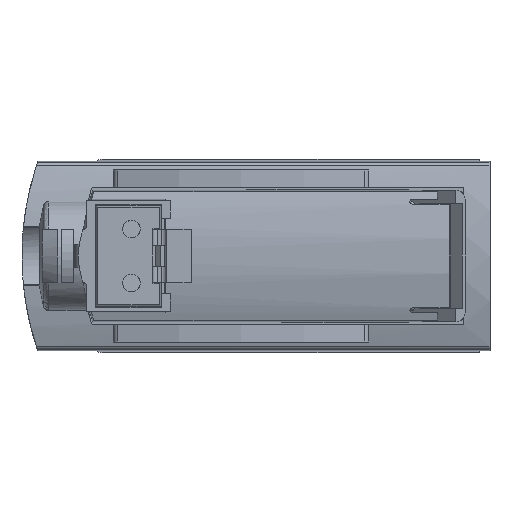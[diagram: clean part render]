
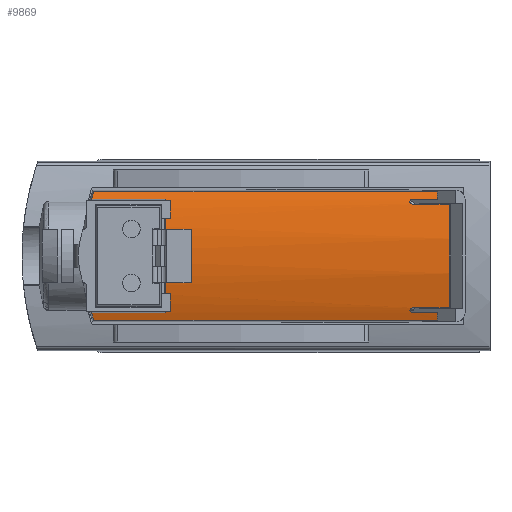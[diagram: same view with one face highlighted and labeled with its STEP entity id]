
A CAD part, left-side view. The second image highlights one B-rep face of the part: STEP entity #9869.
In plain terms, the highlighted cylindrical face has radius 15 mm (diameter 30 mm), a partial arc.
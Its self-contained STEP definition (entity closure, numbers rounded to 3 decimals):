
#960=LINE('',#17562,#1989);
#961=LINE('',#17567,#1990);
#962=LINE('',#17571,#1991);
#963=LINE('',#17578,#1992);
#964=LINE('',#17582,#1993);
#965=LINE('',#17590,#1994);
#966=LINE('',#17594,#1995);
#967=LINE('',#17602,#1996);
#968=LINE('',#17606,#1997);
#969=LINE('',#17613,#1998);
#1989=VECTOR('',#14568,1000.);
#1990=VECTOR('',#14571,1000.);
#1991=VECTOR('',#14574,1000.);
#1992=VECTOR('',#14575,1000.);
#1993=VECTOR('',#14578,1000.);
#1994=VECTOR('',#14579,1000.);
#1995=VECTOR('',#14582,1000.);
#1996=VECTOR('',#14583,1000.);
#1997=VECTOR('',#14586,1000.);
#1998=VECTOR('',#14587,1000.);
#2700=CIRCLE('',#12694,15.);
#2820=B_SPLINE_CURVE_WITH_KNOTS('',3,(#17573,#17574,#17575,#17576),
 .UNSPECIFIED.,.F.,.F.,(4,4),(0.009,0.01),
 .UNSPECIFIED.);
#2821=B_SPLINE_CURVE_WITH_KNOTS('',3,(#17584,#17585,#17586,#17587,#17588),
 .UNSPECIFIED.,.F.,.F.,(4,1,4),(0.,0.,0.001),
 .UNSPECIFIED.);
#2822=B_SPLINE_CURVE_WITH_KNOTS('',3,(#17596,#17597,#17598,#17599,#17600),
 .UNSPECIFIED.,.F.,.F.,(4,1,4),(0.,0.,0.001),
 .UNSPECIFIED.);
#2823=B_SPLINE_CURVE_WITH_KNOTS('',3,(#17608,#17609,#17610,#17611),
 .UNSPECIFIED.,.F.,.F.,(4,4),(0.,0.001),
 .UNSPECIFIED.);
#4285=ORIENTED_EDGE('',*,*,#6474,.F.);
#4286=ORIENTED_EDGE('',*,*,#6475,.F.);
#4287=ORIENTED_EDGE('',*,*,#6476,.F.);
#4288=ORIENTED_EDGE('',*,*,#6477,.T.);
#4289=ORIENTED_EDGE('',*,*,#6478,.T.);
#4290=ORIENTED_EDGE('',*,*,#6479,.T.);
#4291=ORIENTED_EDGE('',*,*,#6480,.T.);
#4292=ORIENTED_EDGE('',*,*,#6481,.T.);
#4293=ORIENTED_EDGE('',*,*,#6482,.F.);
#4294=ORIENTED_EDGE('',*,*,#6483,.F.);
#4295=ORIENTED_EDGE('',*,*,#6484,.F.);
#4296=ORIENTED_EDGE('',*,*,#6485,.F.);
#4297=ORIENTED_EDGE('',*,*,#6486,.F.);
#4298=ORIENTED_EDGE('',*,*,#6487,.F.);
#4299=ORIENTED_EDGE('',*,*,#6488,.F.);
#4300=ORIENTED_EDGE('',*,*,#6489,.F.);
#4301=ORIENTED_EDGE('',*,*,#6490,.F.);
#4302=ORIENTED_EDGE('',*,*,#6491,.T.);
#4303=ORIENTED_EDGE('',*,*,#6492,.T.);
#4304=ORIENTED_EDGE('',*,*,#6493,.T.);
#6474=EDGE_CURVE('',#7678,#7679,#960,.F.);
#6475=EDGE_CURVE('',#7680,#7678,#2700,.T.);
#6476=EDGE_CURVE('',#7681,#7680,#961,.T.);
#6477=EDGE_CURVE('',#7681,#7682,#8153,.F.);
#6478=EDGE_CURVE('',#7682,#7683,#962,.F.);
#6479=EDGE_CURVE('',#7683,#7684,#2820,.T.);
#6480=EDGE_CURVE('',#7684,#7685,#963,.T.);
#6481=EDGE_CURVE('',#7685,#7686,#8154,.F.);
#6482=EDGE_CURVE('',#7687,#7686,#964,.T.);
#6483=EDGE_CURVE('',#7688,#7687,#2821,.T.);
#6484=EDGE_CURVE('',#7689,#7688,#965,.F.);
#6485=EDGE_CURVE('',#7690,#7689,#8155,.F.);
#6486=EDGE_CURVE('',#7691,#7690,#966,.T.);
#6487=EDGE_CURVE('',#7692,#7691,#2822,.T.);
#6488=EDGE_CURVE('',#7693,#7692,#967,.F.);
#6489=EDGE_CURVE('',#7694,#7693,#8156,.F.);
#6490=EDGE_CURVE('',#7695,#7694,#968,.T.);
#6491=EDGE_CURVE('',#7695,#7696,#2823,.T.);
#6492=EDGE_CURVE('',#7696,#7697,#969,.T.);
#6493=EDGE_CURVE('',#7697,#7679,#8157,.F.);
#7678=VERTEX_POINT('',#17563);
#7679=VERTEX_POINT('',#17564);
#7680=VERTEX_POINT('',#17566);
#7681=VERTEX_POINT('',#17568);
#7682=VERTEX_POINT('',#17570);
#7683=VERTEX_POINT('',#17572);
#7684=VERTEX_POINT('',#17577);
#7685=VERTEX_POINT('',#17579);
#7686=VERTEX_POINT('',#17581);
#7687=VERTEX_POINT('',#17583);
#7688=VERTEX_POINT('',#17589);
#7689=VERTEX_POINT('',#17591);
#7690=VERTEX_POINT('',#17593);
#7691=VERTEX_POINT('',#17595);
#7692=VERTEX_POINT('',#17601);
#7693=VERTEX_POINT('',#17603);
#7694=VERTEX_POINT('',#17605);
#7695=VERTEX_POINT('',#17607);
#7696=VERTEX_POINT('',#17612);
#7697=VERTEX_POINT('',#17614);
#8153=ELLIPSE('',#12695,15.002,15.);
#8154=ELLIPSE('',#12696,15.002,15.);
#8155=ELLIPSE('',#12697,15.009,15.);
#8156=ELLIPSE('',#12698,15.002,15.);
#8157=ELLIPSE('',#12699,15.002,15.);
#8529=EDGE_LOOP('',(#4285,#4286,#4287,#4288,#4289,#4290,#4291,#4292,#4293,
#4294,#4295,#4296,#4297,#4298,#4299,#4300,#4301,#4302,#4303,#4304));
#9162=FACE_BOUND('',#8529,.T.);
#9525=CYLINDRICAL_SURFACE('',#12693,15.);
#9869=ADVANCED_FACE('',(#9162),#9525,.T.);
#12693=AXIS2_PLACEMENT_3D('',#17561,#14566,#14567);
#12694=AXIS2_PLACEMENT_3D('',#17565,#14569,#14570);
#12695=AXIS2_PLACEMENT_3D('',#17569,#14572,#14573);
#12696=AXIS2_PLACEMENT_3D('',#17580,#14576,#14577);
#12697=AXIS2_PLACEMENT_3D('',#17592,#14580,#14581);
#12698=AXIS2_PLACEMENT_3D('',#17604,#14584,#14585);
#12699=AXIS2_PLACEMENT_3D('',#17615,#14588,#14589);
#14566=DIRECTION('',(0.,-1.,0.));
#14567=DIRECTION('',(0.,0.,-1.));
#14568=DIRECTION('',(0.,-1.,0.));
#14569=DIRECTION('',(0.,1.,0.));
#14570=DIRECTION('',(0.,0.,1.));
#14571=DIRECTION('',(0.,-1.,0.));
#14572=DIRECTION('',(-0.017,1.,0.));
#14573=DIRECTION('',(-1.,-0.017,0.));
#14574=DIRECTION('',(0.,-1.,0.));
#14575=DIRECTION('',(0.,-1.,0.));
#14576=DIRECTION('',(-0.017,-1.,0.));
#14577=DIRECTION('',(1.,-0.017,0.));
#14578=DIRECTION('',(0.,-1.,0.));
#14579=DIRECTION('',(0.,-1.,0.));
#14580=DIRECTION('',(-0.035,0.999,0.));
#14581=DIRECTION('',(-0.999,-0.035,0.));
#14582=DIRECTION('',(0.,-1.,0.));
#14583=DIRECTION('',(0.,-1.,0.));
#14584=DIRECTION('',(0.017,1.,0.));
#14585=DIRECTION('',(1.,-0.017,0.));
#14586=DIRECTION('',(0.,-1.,0.));
#14587=DIRECTION('',(0.,-1.,0.));
#14588=DIRECTION('',(-0.017,1.,0.));
#14589=DIRECTION('',(-1.,-0.017,0.));
#17561=CARTESIAN_POINT('',(-15.,30.,0.));
#17562=CARTESIAN_POINT('',(-0.075,30.,-1.5));
#17563=CARTESIAN_POINT('',(-0.075,20.604,-1.5));
#17564=CARTESIAN_POINT('',(-0.075,21.106,-1.5));
#17565=CARTESIAN_POINT('',(-15.,20.604,0.));
#17566=CARTESIAN_POINT('',(-0.075,20.604,1.5));
#17567=CARTESIAN_POINT('',(-0.075,30.,1.5));
#17568=CARTESIAN_POINT('',(-0.075,21.106,1.5));
#17569=CARTESIAN_POINT('',(-15.,20.845,0.));
#17570=CARTESIAN_POINT('',(-0.603,21.096,4.21));
#17571=CARTESIAN_POINT('',(-0.603,30.,4.21));
#17572=CARTESIAN_POINT('',(-0.603,26.584,4.21));
#17573=CARTESIAN_POINT('',(-0.603,26.584,4.21));
#17574=CARTESIAN_POINT('',(-0.659,26.528,4.403));
#17575=CARTESIAN_POINT('',(-0.72,26.469,4.595));
#17576=CARTESIAN_POINT('',(-0.783,26.406,4.784));
#17577=CARTESIAN_POINT('',(-0.783,26.406,4.784));
#17578=CARTESIAN_POINT('',(-0.783,30.,4.784));
#17579=CARTESIAN_POINT('',(-0.783,0.864,4.784));
#17580=CARTESIAN_POINT('',(-15.,1.112,0.));
#17581=CARTESIAN_POINT('',(-0.609,0.861,4.23));
#17582=CARTESIAN_POINT('',(-0.609,30.,4.23));
#17583=CARTESIAN_POINT('',(-0.609,2.722,4.23));
#17584=CARTESIAN_POINT('',(-0.503,2.722,3.851));
#17585=CARTESIAN_POINT('',(-0.503,2.824,3.851));
#17586=CARTESIAN_POINT('',(-0.553,2.999,4.041));
#17587=CARTESIAN_POINT('',(-0.609,2.824,4.23));
#17588=CARTESIAN_POINT('',(-0.609,2.722,4.23));
#17589=CARTESIAN_POINT('',(-0.503,2.722,3.851));
#17590=CARTESIAN_POINT('',(-0.503,30.,3.851));
#17591=CARTESIAN_POINT('',(-0.503,-0.018,3.851));
#17592=CARTESIAN_POINT('',(-15.,-0.524,0.));
#17593=CARTESIAN_POINT('',(-0.503,-0.018,-3.851));
#17594=CARTESIAN_POINT('',(-0.503,30.,-3.851));
#17595=CARTESIAN_POINT('',(-0.503,2.722,-3.851));
#17596=CARTESIAN_POINT('',(-0.609,2.722,-4.23));
#17597=CARTESIAN_POINT('',(-0.609,2.824,-4.23));
#17598=CARTESIAN_POINT('',(-0.553,2.999,-4.041));
#17599=CARTESIAN_POINT('',(-0.503,2.824,-3.851));
#17600=CARTESIAN_POINT('',(-0.503,2.722,-3.851));
#17601=CARTESIAN_POINT('',(-0.609,2.722,-4.23));
#17602=CARTESIAN_POINT('',(-0.609,30.,-4.23));
#17603=CARTESIAN_POINT('',(-0.609,0.861,-4.23));
#17604=CARTESIAN_POINT('',(-15.,1.112,0.));
#17605=CARTESIAN_POINT('',(-0.783,0.864,-4.784));
#17606=CARTESIAN_POINT('',(-0.783,30.,-4.784));
#17607=CARTESIAN_POINT('',(-0.783,26.406,-4.784));
#17608=CARTESIAN_POINT('',(-0.783,26.406,-4.784));
#17609=CARTESIAN_POINT('',(-0.719,26.469,-4.594));
#17610=CARTESIAN_POINT('',(-0.659,26.528,-4.403));
#17611=CARTESIAN_POINT('',(-0.603,26.584,-4.21));
#17612=CARTESIAN_POINT('',(-0.603,26.584,-4.21));
#17613=CARTESIAN_POINT('',(-0.603,30.,-4.21));
#17614=CARTESIAN_POINT('',(-0.603,21.096,-4.21));
#17615=CARTESIAN_POINT('',(-15.,20.845,0.));
